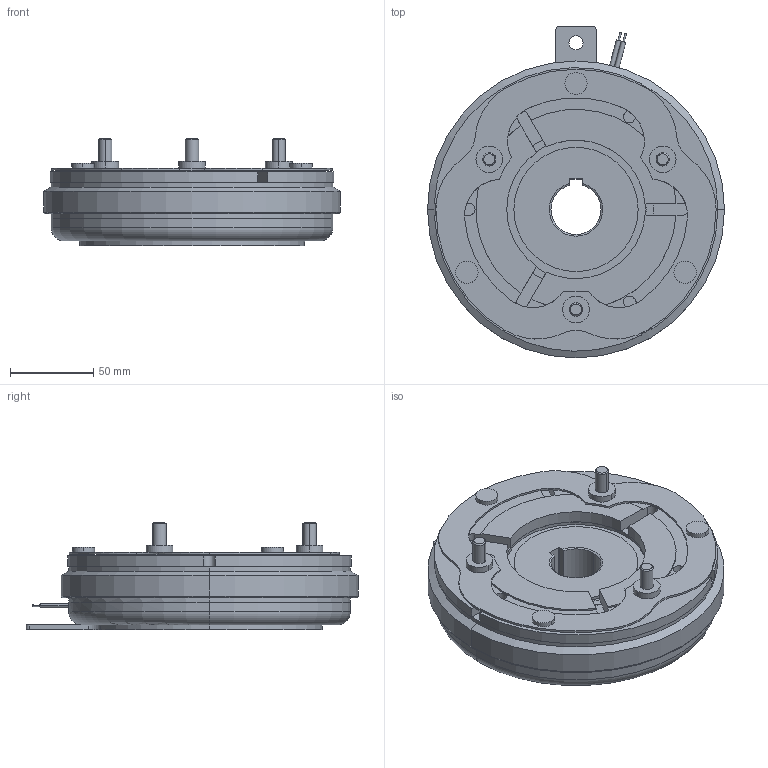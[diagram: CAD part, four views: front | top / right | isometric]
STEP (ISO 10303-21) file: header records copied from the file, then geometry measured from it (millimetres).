
FILE_DESCRIPTION (( 'STEP AP203' ), '1' );
FILE_NAME ('VCE 10_23784800_rev1.STEP', '2020-02-17T02:28:12', ( '' ), ( '' ), 'SwSTEP 2.0', 'SolidWorks 2018', '' );
FILE_SCHEMA (( 'CONFIG_CONTROL_DESIGN' ));
Length unit declared in the file: millimetre
Products named in the file (1): VCE 10_23784800_rev1
Bounding box: 178 x 199 x 64.6 mm (x, y, z)
Volume: 940245.7 mm3; surface area: 131431.3 mm2
Topology: 1 solids, 1 shells, 256 faces, 662 edges, 416 vertices
Faces by surface type: cylinder 131, plane 95, cone 22, sphere 6, torus 2
Entity records: 8046 total; most frequent: DIRECTION 1505, CARTESIAN_POINT 1408, ORIENTED_EDGE 1312, EDGE_CURVE 656, AXIS2_PLACEMENT_3D 601, VERTEX_POINT 416, CIRCLE 344, LINE 303
